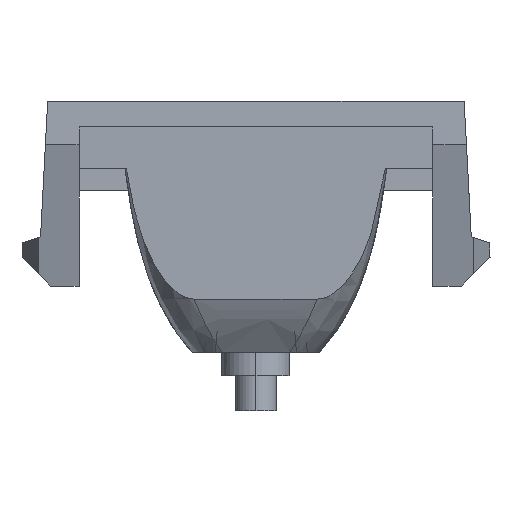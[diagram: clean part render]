
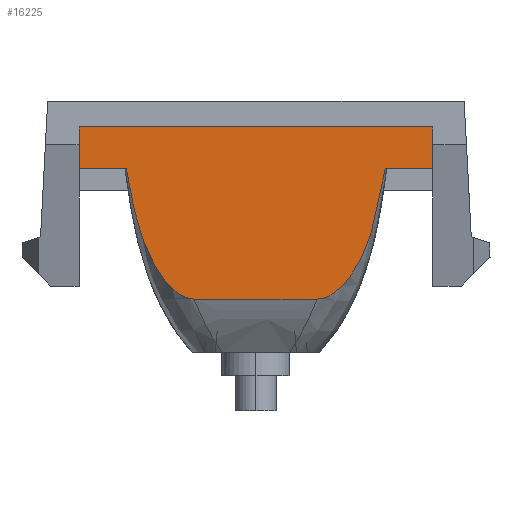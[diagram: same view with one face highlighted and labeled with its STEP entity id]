
A CAD part, left-side view. The second image highlights one B-rep face of the part: STEP entity #16225.
In plain terms, the highlighted planar face has unit normal (-1, 0, -0.018).
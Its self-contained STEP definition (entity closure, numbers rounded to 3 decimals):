
#89=DIRECTION('',(0.,-1.,0.));
#90=VECTOR('',#89,1.74);
#91=CARTESIAN_POINT('',(-138.363,114.226,6.742));
#92=LINE('',#91,#90);
#114=CARTESIAN_POINT('',(-138.363,102.973,6.742));
#116=DIRECTION('',(0.,-1.,0.));
#117=VECTOR('',#116,1.747);
#118=CARTESIAN_POINT('',(-138.363,102.973,6.742));
#119=LINE('',#118,#117);
#2603=CARTESIAN_POINT('',(-138.363,101.225,6.742));
#2604=CARTESIAN_POINT('',(-138.365,101.225,6.842));
#2605=CARTESIAN_POINT('',(-138.368,101.225,7.042));
#2606=CARTESIAN_POINT('',(-138.374,101.224,7.341));
#2607=CARTESIAN_POINT('',(-138.376,101.227,7.538));
#2608=CARTESIAN_POINT('',(-138.377,101.227,7.637));
#2610=DIRECTION('',(0.,-1.,0.));
#2611=VECTOR('',#2610,13.);
#2612=CARTESIAN_POINT('',(-138.39,114.228,8.287));
#2613=LINE('',#2612,#2611);
#2614=CARTESIAN_POINT('',(-138.39,101.229,8.287));
#2615=CARTESIAN_POINT('',(-138.389,101.229,8.214));
#2616=CARTESIAN_POINT('',(-138.386,101.229,8.068));
#2617=CARTESIAN_POINT('',(-138.383,101.23,7.851));
#2618=CARTESIAN_POINT('',(-138.379,101.227,7.708));
#2619=CARTESIAN_POINT('',(-138.377,101.227,7.637));
#2621=CARTESIAN_POINT('',(-138.363,102.973,6.742));
#2622=CARTESIAN_POINT('',(-138.359,103.01,6.505));
#2623=CARTESIAN_POINT('',(-138.351,103.086,6.05));
#2624=CARTESIAN_POINT('',(-138.34,103.211,5.429));
#2625=CARTESIAN_POINT('',(-138.33,103.348,4.865));
#2626=CARTESIAN_POINT('',(-138.321,103.498,4.361));
#2627=CARTESIAN_POINT('',(-138.314,103.661,3.912));
#2628=CARTESIAN_POINT('',(-138.307,103.834,3.516));
#2629=CARTESIAN_POINT('',(-138.301,104.015,3.171));
#2630=CARTESIAN_POINT('',(-138.295,104.201,2.873));
#2631=CARTESIAN_POINT('',(-138.291,104.392,2.62));
#2632=CARTESIAN_POINT('',(-138.287,104.583,2.41));
#2633=CARTESIAN_POINT('',(-138.284,104.773,2.242));
#2634=CARTESIAN_POINT('',(-138.282,104.962,2.112));
#2635=CARTESIAN_POINT('',(-138.281,105.145,2.021));
#2636=CARTESIAN_POINT('',(-138.28,105.322,1.968));
#2637=CARTESIAN_POINT('',(-138.279,105.429,1.959));
#2638=CARTESIAN_POINT('',(-138.279,105.481,1.959));
#2640=CARTESIAN_POINT('',(-138.279,110.008,1.959));
#2641=CARTESIAN_POINT('',(-138.279,110.065,1.961));
#2642=CARTESIAN_POINT('',(-138.28,110.182,1.978));
#2643=CARTESIAN_POINT('',(-138.281,110.373,2.047));
#2644=CARTESIAN_POINT('',(-138.283,110.57,2.158));
#2645=CARTESIAN_POINT('',(-138.286,110.771,2.314));
#2646=CARTESIAN_POINT('',(-138.289,110.974,2.513));
#2647=CARTESIAN_POINT('',(-138.293,111.175,2.759));
#2648=CARTESIAN_POINT('',(-138.299,111.374,3.054));
#2649=CARTESIAN_POINT('',(-138.305,111.566,3.399));
#2650=CARTESIAN_POINT('',(-138.312,111.751,3.799));
#2651=CARTESIAN_POINT('',(-138.32,111.925,4.257));
#2652=CARTESIAN_POINT('',(-138.329,112.086,4.777));
#2653=CARTESIAN_POINT('',(-138.339,112.232,5.362));
#2654=CARTESIAN_POINT('',(-138.35,112.365,6.013));
#2655=CARTESIAN_POINT('',(-138.359,112.445,6.492));
#2656=CARTESIAN_POINT('',(-138.363,112.485,6.742));
#2658=DIRECTION('',(-0.017,0.001,1.));
#2659=VECTOR('',#2658,0.895);
#2660=CARTESIAN_POINT('',(-138.363,114.226,6.742));
#2661=LINE('',#2660,#2659);
#2666=DIRECTION('',(0.017,-0.002,-1.));
#2667=VECTOR('',#2666,0.65);
#2668=CARTESIAN_POINT('',(-138.39,114.228,8.287));
#2669=LINE('',#2668,#2667);
#2907=DIRECTION('',(0.,-1.,0.));
#2908=VECTOR('',#2907,4.527);
#2909=CARTESIAN_POINT('',(-138.279,110.008,1.959));
#2910=LINE('',#2909,#2908);
#9259=CARTESIAN_POINT('',(-138.363,114.226,6.742));
#9261=VERTEX_POINT('',#9259);
#9263=CARTESIAN_POINT('',(-138.363,112.485,6.742));
#9264=VERTEX_POINT('',#9263);
#9274=VERTEX_POINT('',#114);
#9275=CARTESIAN_POINT('',(-138.363,101.225,6.742));
#9276=VERTEX_POINT('',#9275);
#9599=CARTESIAN_POINT('',(-138.379,114.227,7.637));
#9600=VERTEX_POINT('',#9599);
#9789=CARTESIAN_POINT('',(-138.377,101.227,7.637));
#9790=VERTEX_POINT('',#9789);
#9793=CARTESIAN_POINT('',(-138.39,114.228,8.287));
#9794=CARTESIAN_POINT('',(-138.39,101.229,8.287));
#9795=VERTEX_POINT('',#9793);
#9796=VERTEX_POINT('',#9794);
#9797=VERTEX_POINT('',#2638);
#9798=CARTESIAN_POINT('',(-138.279,110.008,1.959));
#9799=VERTEX_POINT('',#9798);
#16202=CARTESIAN_POINT('',(-138.393,130.372,
8.487));
#16203=DIRECTION('',(1.,0.,0.017));
#16204=DIRECTION('',(0.,1.,0.));
#16205=AXIS2_PLACEMENT_3D('',#16202,#16203,#16204);
#16206=PLANE('',#16205);
#16208=ORIENTED_EDGE('',*,*,#16207,.T.);
#16210=ORIENTED_EDGE('',*,*,#16209,.T.);
#16211=ORIENTED_EDGE('',*,*,#16197,.F.);
#16212=ORIENTED_EDGE('',*,*,#11814,.F.);
#16214=ORIENTED_EDGE('',*,*,#16213,.T.);
#16216=ORIENTED_EDGE('',*,*,#16215,.F.);
#16218=ORIENTED_EDGE('',*,*,#16217,.T.);
#16219=ORIENTED_EDGE('',*,*,#11798,.F.);
#16220=ORIENTED_EDGE('',*,*,#15022,.T.);
#16222=ORIENTED_EDGE('',*,*,#16221,.F.);
#16223=EDGE_LOOP('',(#16208,#16210,#16211,#16212,#16214,#16216,#16218,#16219,
#16220,#16222));
#16224=FACE_OUTER_BOUND('',#16223,.F.);
#16225=ADVANCED_FACE('',(#16224),#16206,.F.);
#2609=B_SPLINE_CURVE_WITH_KNOTS('',3,(#2603,#2604,#2605,#2606,#2607,#2608),
.UNSPECIFIED.,.F.,.F.,(4,1,1,4),(0.,0.333,0.667,1.),
.UNSPECIFIED.);
#2620=B_SPLINE_CURVE_WITH_KNOTS('',3,(#2614,#2615,#2616,#2617,#2618,#2619),
.UNSPECIFIED.,.F.,.F.,(4,1,1,4),(0.,0.333,0.667,1.),
.UNSPECIFIED.);
#2639=B_SPLINE_CURVE_WITH_KNOTS('',3,(#2621,#2622,#2623,#2624,#2625,#2626,#2627,
#2628,#2629,#2630,#2631,#2632,#2633,#2634,#2635,#2636,#2637,#2638),
.UNSPECIFIED.,.F.,.F.,(4,1,1,1,1,1,1,1,1,1,1,1,1,1,1,4),(0.,0.067,
0.133,0.2,0.267,0.333,0.4,
0.467,0.533,0.6,0.667,0.733,
0.8,0.867,0.933,1.),.UNSPECIFIED.);
#2657=B_SPLINE_CURVE_WITH_KNOTS('',3,(#2640,#2641,#2642,#2643,#2644,#2645,#2646,
#2647,#2648,#2649,#2650,#2651,#2652,#2653,#2654,#2655,#2656),.UNSPECIFIED.,.F.,
.F.,(4,1,1,1,1,1,1,1,1,1,1,1,1,1,4),(0.,0.071,0.143,
0.214,0.286,0.357,0.429,0.5,
0.571,0.643,0.714,0.786,
0.857,0.929,1.),.UNSPECIFIED.);
#11798=EDGE_CURVE('',#9261,#9264,#92,.T.);
#11814=EDGE_CURVE('',#9274,#9276,#119,.T.);
#15022=EDGE_CURVE('',#9261,#9600,#2661,.T.);
#16197=EDGE_CURVE('',#9276,#9790,#2609,.T.);
#16207=EDGE_CURVE('',#9795,#9796,#2613,.T.);
#16209=EDGE_CURVE('',#9796,#9790,#2620,.T.);
#16213=EDGE_CURVE('',#9274,#9797,#2639,.T.);
#16215=EDGE_CURVE('',#9799,#9797,#2910,.T.);
#16217=EDGE_CURVE('',#9799,#9264,#2657,.T.);
#16221=EDGE_CURVE('',#9795,#9600,#2669,.T.);
